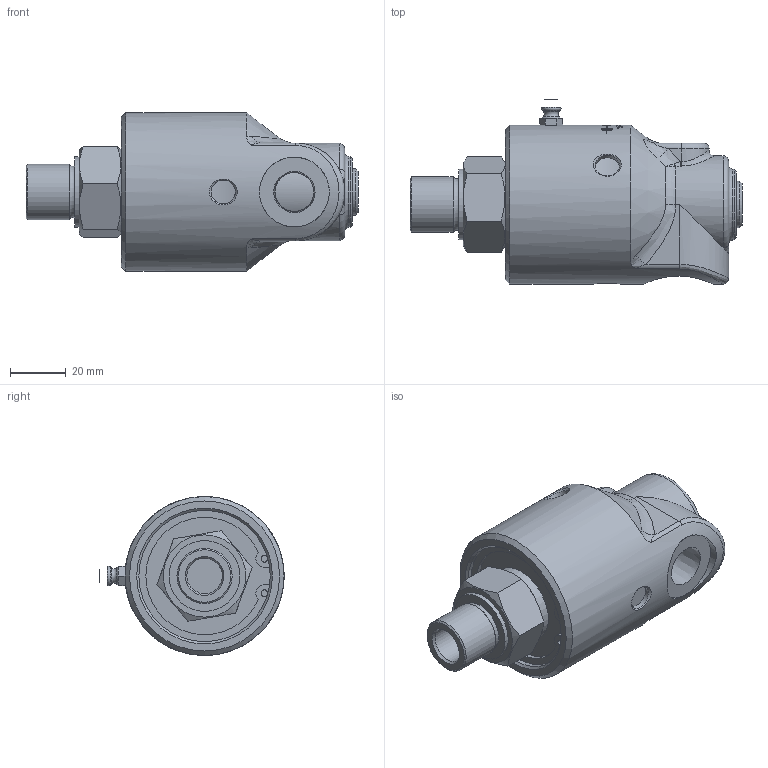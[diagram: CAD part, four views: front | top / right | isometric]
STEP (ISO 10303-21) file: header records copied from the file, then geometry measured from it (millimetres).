
FILE_DESCRIPTION(/* description */ (''),/* implementation_level */ '2;1');
FILE_NAME(/* name */ '157-000-152-IC.stp',/* time_stamp */ '2020-06-05T09:25:25-05:00',/* author */ ('dyurkovich'),/* organization */ (''),/* preprocessor_version */ 'ST-DEVELOPER v18',/* originating_system */ 'Autodesk Inventor 2020',/* authorisation */ '');
FILE_SCHEMA (('AUTOMOTIVE_DESIGN { 1 0 10303 214 3 1 1 }'));
Length unit declared in the file: millimetre
Products named in the file (1): 157-000-152_Shrinkwrap_1
Bounding box: 119 x 66 x 57 mm (x, y, z)
Volume: 178115.2 mm3; surface area: 24106.3 mm2
Topology: 1 solids, 2 shells, 376 faces, 986 edges, 652 vertices
Faces by surface type: bspline 164, plane 123, cylinder 62, cone 19, torus 8
Full cylindrical faces by diameter (mm): 2.362 x2, 8.6 x3, 12.7 x1, 13.889 x1, 19 x1, 19.793 x1, 24.4 x1, 24.89 x1, 25 x1, 25.4 x2, 27.8 x1, 47.07 x1, 57 x1
Entity records: 15762 total; most frequent: CARTESIAN_POINT 7214, ORIENTED_EDGE 1964, DIRECTION 1297, EDGE_CURVE 982, VERTEX_POINT 652, AXIS2_PLACEMENT_3D 466, EDGE_LOOP 420, FACE_OUTER_BOUND 376
